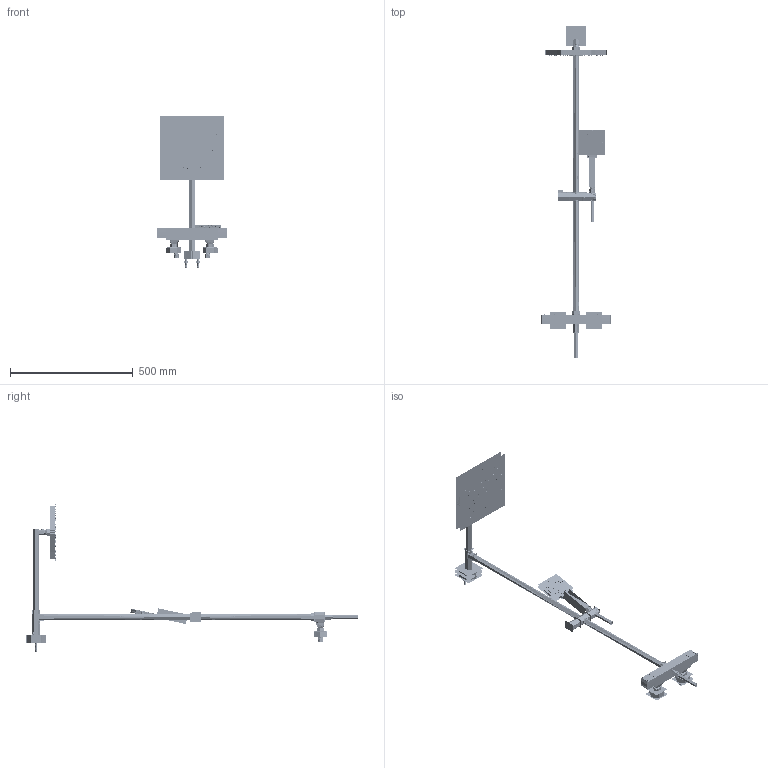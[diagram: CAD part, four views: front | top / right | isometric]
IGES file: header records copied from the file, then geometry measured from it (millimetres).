
Start section:  PTC IGES file: dd_c78020_asm.igs
Global section: file name: dd_c78020_asm.igs; native system: Pro/ENGINEER by Parametric Technology Corporation; preprocessor: 2004150; author: AdrianoZ; organization: Unknown; date: 200706.145108; units: millimetre
Bounding box: 288.95 x 1352.7 x 616.48 mm (x, y, z)
Volume: 2056137.1 mm3; surface area: 9890505 mm2
Topology: 57 solids, 75 shells, 12338 faces, 61508 edges, 78219 vertices
Faces by surface type: revolution 7830, bspline 4508
